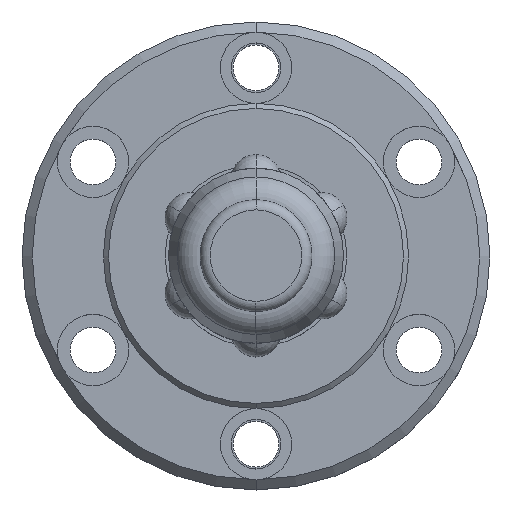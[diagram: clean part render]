
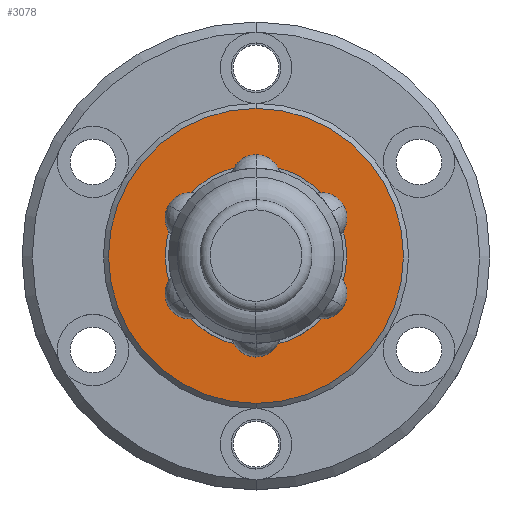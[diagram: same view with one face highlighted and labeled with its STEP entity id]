
A CAD part, top view. The second image highlights one B-rep face of the part: STEP entity #3078.
In plain terms, the highlighted planar face has unit normal (0, 0, 1).
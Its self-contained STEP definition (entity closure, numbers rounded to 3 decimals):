
#2872=CARTESIAN_POINT('POINT3768',(0.,17.85,
   13.));
#2873=VERTEX_POINT('VERTEX3768',#2872);
#2881=CARTESIAN_POINT('POINT3769',(0.,
   -17.85,13.));
#2882=VERTEX_POINT('VERTEX3769',#2881);
#2889=CARTESIAN_POINT('POS5636',(0.,
   0.,13.));
#2890=DIRECTION('DIR8253',(0.,0.,1.));
#2891=DIRECTION('DIR8254',(0.,1.,0.));
#2892=AXIS2_PLACEMENT_3D('AXIS2618',#2889,#2890,#2891);
#2893=CIRCLE('ELLIPSE1266',#2892,17.85);
#2894=EDGE_CURVE('EDGE6146',#2882,#2873,#2893,.T.);
#2905=EDGE_CURVE('EDGE6147',#2873,#2882,#2893,.T.);
#3054=ORIENTED_EDGE('COEDGE12309',*,*,#2905,.F.);
#3055=ORIENTED_EDGE('COEDGE12310',*,*,#2894,.F.);
#3056=EDGE_LOOP('NONE',(#3054,#3055));
#3057=FACE_BOUND('LOOP1',#3056,.T.);
#3058=CARTESIAN_POINT('POINT3780',(0.,
   29.,13.));
#3059=VERTEX_POINT('VERTEX3780',#3058);
#3060=CARTESIAN_POINT('POINT3781',(0.,
   -29.,13.));
#3061=VERTEX_POINT('VERTEX3781',#3060);
#3062=CARTESIAN_POINT('POS5649',(0.,
   0.,13.));
#3063=DIRECTION('DIR8277',(0.,0.,1.));
#3064=DIRECTION('DIR8278',(0.,1.,0.));
#3065=AXIS2_PLACEMENT_3D('AXIS2629',#3062,#3063,#3064);
#3066=CIRCLE('ELLIPSE1273',#3065,29.);
#3067=EDGE_CURVE('EDGE6162',#3059,#3061,#3066,.T.);
#3068=ORIENTED_EDGE('COEDGE12311',*,*,#3067,.T.);
#3069=EDGE_CURVE('EDGE6163',#3061,#3059,#3066,.T.);
#3070=ORIENTED_EDGE('COEDGE12312',*,*,#3069,.T.);
#3071=EDGE_LOOP('NONE',(#3068,#3070));
#3072=FACE_BOUND('LOOP1',#3071,.T.);
#3073=CARTESIAN_POINT('POS5650',(0.,23.425,
   13.));
#3074=DIRECTION('DIR8279',(0.,0.,1.));
#3075=DIRECTION('DIR8280',(1.,0.,0.));
#3076=AXIS2_PLACEMENT_3D('AXIS2630',#3073,#3074,#3075);
#3077=PLANE('PLANE868',#3076);
#3078=ADVANCED_FACE('FACE2512',(#3057,#3072),#3077,.T.);
